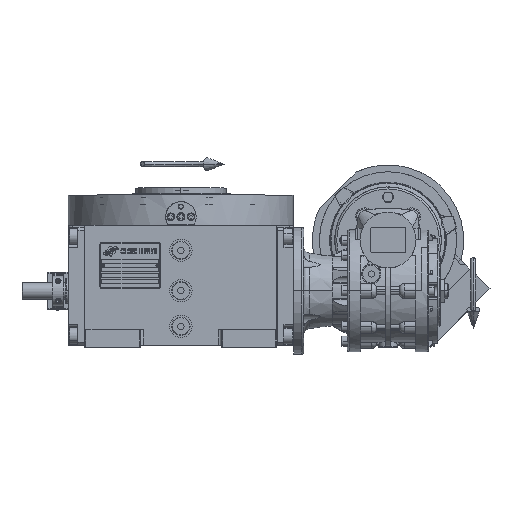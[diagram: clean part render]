
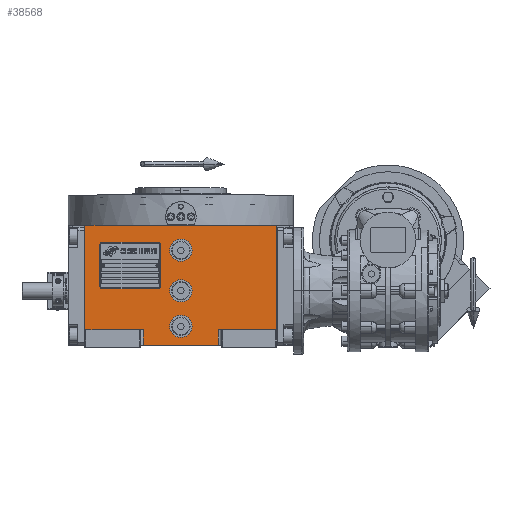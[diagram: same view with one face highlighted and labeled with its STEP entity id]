
A CAD part, top view. The second image highlights one B-rep face of the part: STEP entity #38568.
In plain terms, the highlighted planar face has unit normal (0, 0, 1).
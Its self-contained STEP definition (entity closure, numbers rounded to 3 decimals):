
#864 = CIRCLE ( 'NONE', #71657, 11. ) ;
#1928 = DIRECTION ( 'NONE',  ( 0., 0., 1. ) ) ;
#2606 = FACE_BOUND ( 'NONE', #47528, .T. ) ;
#2868 = CARTESIAN_POINT ( 'NONE',  ( -37., -38.5, 163.5 ) ) ;
#3878 = AXIS2_PLACEMENT_3D ( 'NONE', #29297, #128052, #44274 ) ;
#5177 = AXIS2_PLACEMENT_3D ( 'NONE', #75308, #1928, #105817 ) ;
#7440 = EDGE_CURVE ( 'NONE', #79341, #60143, #33178, .T. ) ;
#9276 = LINE ( 'NONE', #61921, #89219 ) ;
#11980 = DIRECTION ( 'NONE',  ( 1., 0., 0. ) ) ;
#12301 = FACE_BOUND ( 'NONE', #127885, .T. ) ;
#15568 = EDGE_CURVE ( 'NONE', #134475, #65587, #88104, .T. ) ;
#19481 = CARTESIAN_POINT ( 'NONE',  ( -37., -53.5, 163.5 ) ) ;
#19501 = EDGE_CURVE ( 'NONE', #70984, #60143, #110062, .T. ) ;
#19618 = ORIENTED_EDGE ( 'NONE', *, *, #7440, .F. ) ;
#21468 = CIRCLE ( 'NONE', #87455, 11. ) ;
#24945 = EDGE_CURVE ( 'NONE', #117452, #29699, #90149, .T. ) ;
#26625 = DIRECTION ( 'NONE',  ( 0., 0., 1. ) ) ;
#29297 = CARTESIAN_POINT ( 'NONE',  ( 0., 0., 163.5 ) ) ;
#29699 = VERTEX_POINT ( 'NONE', #59817 ) ;
#31506 = EDGE_LOOP ( 'NONE', ( #51286, #108985 ) ) ;
#33178 = LINE ( 'NONE', #114927, #76764 ) ;
#36667 = DIRECTION ( 'NONE',  ( 1., 0., 0. ) ) ;
#36785 = CARTESIAN_POINT ( 'NONE',  ( 0., -35., 163.5 ) ) ;
#38568 = ADVANCED_FACE ( 'NONE', ( #96069, #12301, #2606, #87749 ), #85690, .T. ) ;
#41423 = LINE ( 'NONE', #83610, #106342 ) ;
#41593 = ORIENTED_EDGE ( 'NONE', *, *, #15568, .F. ) ;
#43249 = AXIS2_PLACEMENT_3D ( 'NONE', #36785, #119200, #99775 ) ;
#43462 = VERTEX_POINT ( 'NONE', #68903 ) ;
#44274 = DIRECTION ( 'NONE',  ( -1., 0., 0. ) ) ;
#44301 = ORIENTED_EDGE ( 'NONE', *, *, #118154, .F. ) ;
#45446 = VECTOR ( 'NONE', #60906, 1000. ) ;
#45800 = EDGE_CURVE ( 'NONE', #96202, #134475, #82920, .T. ) ;
#47154 = VERTEX_POINT ( 'NONE', #133560 ) ;
#47528 = EDGE_LOOP ( 'NONE', ( #44301, #87128 ) ) ;
#48785 = DIRECTION ( 'NONE',  ( 1., 0., 0. ) ) ;
#50068 = CARTESIAN_POINT ( 'NONE',  ( 37., -38.5, 163.5 ) ) ;
#51286 = ORIENTED_EDGE ( 'NONE', *, *, #108088, .F. ) ;
#52793 = DIRECTION ( 'NONE',  ( -1., 0., 0. ) ) ;
#55360 = EDGE_LOOP ( 'NONE', ( #57403, #19618, #116738, #96122, #41593, #60535, #63842, #70506 ) ) ;
#57403 = ORIENTED_EDGE ( 'NONE', *, *, #19501, .T. ) ;
#59817 = CARTESIAN_POINT ( 'NONE',  ( 11., 0., 163.5 ) ) ;
#60143 = VERTEX_POINT ( 'NONE', #81058 ) ;
#60535 = ORIENTED_EDGE ( 'NONE', *, *, #45800, .F. ) ;
#60906 = DIRECTION ( 'NONE',  ( 1., 0., 0. ) ) ;
#61722 = LINE ( 'NONE', #19481, #105225 ) ;
#61921 = CARTESIAN_POINT ( 'NONE',  ( -94.5, -38.5, 163.5 ) ) ;
#62255 = VERTEX_POINT ( 'NONE', #79144 ) ;
#62595 = AXIS2_PLACEMENT_3D ( 'NONE', #104701, #73525, #52793 ) ;
#63842 = ORIENTED_EDGE ( 'NONE', *, *, #106338, .T. ) ;
#65587 = VERTEX_POINT ( 'NONE', #85924 ) ;
#67432 = CARTESIAN_POINT ( 'NONE',  ( -94.5, 64.5, 163.5 ) ) ;
#68269 = CARTESIAN_POINT ( 'NONE',  ( 11., -35., 163.5 ) ) ;
#68903 = CARTESIAN_POINT ( 'NONE',  ( -11., -35., 163.5 ) ) ;
#70506 = ORIENTED_EDGE ( 'NONE', *, *, #70595, .F. ) ;
#70595 = EDGE_CURVE ( 'NONE', #70984, #87328, #61722, .T. ) ;
#70655 = VECTOR ( 'NONE', #11980, 1000. ) ;
#70984 = VERTEX_POINT ( 'NONE', #82278 ) ;
#71657 = AXIS2_PLACEMENT_3D ( 'NONE', #79606, #101080, #78937 ) ;
#73270 = EDGE_CURVE ( 'NONE', #79341, #113454, #107528, .T. ) ;
#73525 = DIRECTION ( 'NONE',  ( 0., 0., 1. ) ) ;
#73619 = DIRECTION ( 'NONE',  ( 1., 0., 0. ) ) ;
#75308 = CARTESIAN_POINT ( 'NONE',  ( -94.5, -53.5, 163.5 ) ) ;
#76764 = VECTOR ( 'NONE', #106557, 1000. ) ;
#76831 = CARTESIAN_POINT ( 'NONE',  ( -37., -53.5, 163.5 ) ) ;
#78937 = DIRECTION ( 'NONE',  ( 1., 0., 0. ) ) ;
#79144 = CARTESIAN_POINT ( 'NONE',  ( -11., 40., 163.5 ) ) ;
#79174 = EDGE_CURVE ( 'NONE', #62255, #47154, #131201, .T. ) ;
#79341 = VERTEX_POINT ( 'NONE', #50068 ) ;
#79606 = CARTESIAN_POINT ( 'NONE',  ( 0., 0., 163.5 ) ) ;
#80961 = EDGE_CURVE ( 'NONE', #134105, #43462, #109560, .T. ) ;
#81058 = CARTESIAN_POINT ( 'NONE',  ( 37., -53.5, 163.5 ) ) ;
#82278 = CARTESIAN_POINT ( 'NONE',  ( -37., -53.5, 163.5 ) ) ;
#82920 = LINE ( 'NONE', #125179, #97291 ) ;
#83610 = CARTESIAN_POINT ( 'NONE',  ( 94.5, -38.5, 163.5 ) ) ;
#84023 = EDGE_CURVE ( 'NONE', #113454, #65587, #41423, .T. ) ;
#85690 = PLANE ( 'NONE',  #5177 ) ;
#85924 = CARTESIAN_POINT ( 'NONE',  ( 94.5, 64.5, 163.5 ) ) ;
#86078 = CARTESIAN_POINT ( 'NONE',  ( 94.5, -38.5, 163.5 ) ) ;
#86780 = DIRECTION ( 'NONE',  ( -1., 0., 0. ) ) ;
#87128 = ORIENTED_EDGE ( 'NONE', *, *, #79174, .F. ) ;
#87328 = VERTEX_POINT ( 'NONE', #2868 ) ;
#87455 = AXIS2_PLACEMENT_3D ( 'NONE', #132511, #26625, #48785 ) ;
#87749 = FACE_OUTER_BOUND ( 'NONE', #55360, .T. ) ;
#88104 = LINE ( 'NONE', #123220, #45446 ) ;
#89219 = VECTOR ( 'NONE', #73619, 1000. ) ;
#90149 = CIRCLE ( 'NONE', #3878, 11. ) ;
#91472 = AXIS2_PLACEMENT_3D ( 'NONE', #95804, #126993, #86780 ) ;
#93361 = CARTESIAN_POINT ( 'NONE',  ( -11., 0., 163.5 ) ) ;
#95804 = CARTESIAN_POINT ( 'NONE',  ( 0., 40., 163.5 ) ) ;
#96069 = FACE_BOUND ( 'NONE', #31506, .T. ) ;
#96122 = ORIENTED_EDGE ( 'NONE', *, *, #84023, .T. ) ;
#96202 = VERTEX_POINT ( 'NONE', #107931 ) ;
#97291 = VECTOR ( 'NONE', #115467, 1000. ) ;
#99775 = DIRECTION ( 'NONE',  ( 1., 0., 0. ) ) ;
#101080 = DIRECTION ( 'NONE',  ( 0., 0., 1. ) ) ;
#103923 = DIRECTION ( 'NONE',  ( 0., 1., 0. ) ) ;
#104701 = CARTESIAN_POINT ( 'NONE',  ( 0., -35., 163.5 ) ) ;
#105225 = VECTOR ( 'NONE', #103923, 1000. ) ;
#105481 = CARTESIAN_POINT ( 'NONE',  ( 37., -38.5, 163.5 ) ) ;
#105743 = ORIENTED_EDGE ( 'NONE', *, *, #133509, .F. ) ;
#105817 = DIRECTION ( 'NONE',  ( 1., 0., 0. ) ) ;
#106338 = EDGE_CURVE ( 'NONE', #96202, #87328, #9276, .T. ) ;
#106342 = VECTOR ( 'NONE', #136919, 1000. ) ;
#106557 = DIRECTION ( 'NONE',  ( 0., -1., 0. ) ) ;
#107528 = LINE ( 'NONE', #105481, #70655 ) ;
#107931 = CARTESIAN_POINT ( 'NONE',  ( -94.5, -38.5, 163.5 ) ) ;
#108088 = EDGE_CURVE ( 'NONE', #29699, #117452, #864, .T. ) ;
#108985 = ORIENTED_EDGE ( 'NONE', *, *, #24945, .F. ) ;
#109560 = CIRCLE ( 'NONE', #43249, 11. ) ;
#110062 = LINE ( 'NONE', #76831, #130311 ) ;
#113454 = VERTEX_POINT ( 'NONE', #86078 ) ;
#114927 = CARTESIAN_POINT ( 'NONE',  ( 37., -38.5, 163.5 ) ) ;
#115467 = DIRECTION ( 'NONE',  ( 0., 1., 0. ) ) ;
#116738 = ORIENTED_EDGE ( 'NONE', *, *, #73270, .T. ) ;
#117452 = VERTEX_POINT ( 'NONE', #93361 ) ;
#118154 = EDGE_CURVE ( 'NONE', #47154, #62255, #21468, .T. ) ;
#118539 = ORIENTED_EDGE ( 'NONE', *, *, #80961, .F. ) ;
#119200 = DIRECTION ( 'NONE',  ( 0., 0., 1. ) ) ;
#123220 = CARTESIAN_POINT ( 'NONE',  ( -94.5, 64.5, 163.5 ) ) ;
#125179 = CARTESIAN_POINT ( 'NONE',  ( -94.5, -38.5, 163.5 ) ) ;
#126993 = DIRECTION ( 'NONE',  ( 0., 0., 1. ) ) ;
#127885 = EDGE_LOOP ( 'NONE', ( #118539, #105743 ) ) ;
#128052 = DIRECTION ( 'NONE',  ( 0., 0., 1. ) ) ;
#130311 = VECTOR ( 'NONE', #36667, 1000. ) ;
#131201 = CIRCLE ( 'NONE', #91472, 11. ) ;
#132511 = CARTESIAN_POINT ( 'NONE',  ( 0., 40., 163.5 ) ) ;
#133309 = CIRCLE ( 'NONE', #62595, 11. ) ;
#133509 = EDGE_CURVE ( 'NONE', #43462, #134105, #133309, .T. ) ;
#133560 = CARTESIAN_POINT ( 'NONE',  ( 11., 40., 163.5 ) ) ;
#134105 = VERTEX_POINT ( 'NONE', #68269 ) ;
#134475 = VERTEX_POINT ( 'NONE', #67432 ) ;
#136919 = DIRECTION ( 'NONE',  ( 0., 1., 0. ) ) ;
